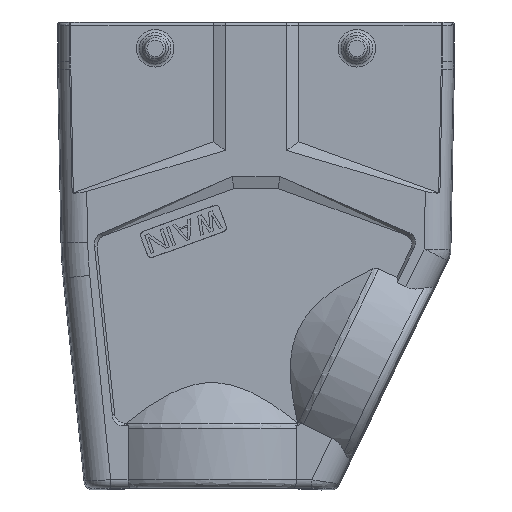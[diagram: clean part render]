
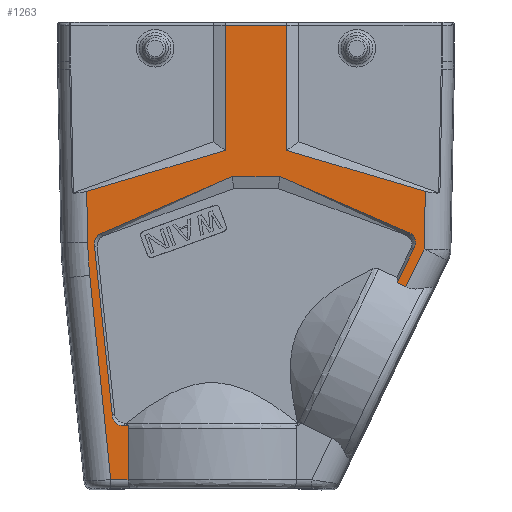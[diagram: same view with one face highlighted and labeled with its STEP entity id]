
A CAD part, top view. The second image highlights one B-rep face of the part: STEP entity #1263.
In plain terms, the highlighted planar face has unit normal (0, 0, 1).
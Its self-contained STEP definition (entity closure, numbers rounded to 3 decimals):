
#286=ELLIPSE('',#7682,4.209,3.);
#289=ELLIPSE('',#7688,3.799,3.);
#423=B_SPLINE_CURVE_WITH_KNOTS('',3,(#11645,#11646,#11647,#11648,#11649,
#11650,#11651,#11652,#11653,#11654,#11655,#11656,#11657),.UNSPECIFIED.,
 .F.,.F.,(4,3,3,3,4),(0.,0.282,0.566,0.822,
1.),.UNSPECIFIED.);
#426=B_SPLINE_CURVE_WITH_KNOTS('',3,(#11696,#11697,#11698,#11699,#11700,
#11701,#11702),.UNSPECIFIED.,.F.,.F.,(4,3,4),(0.,0.63,1.),
 .UNSPECIFIED.);
#432=B_SPLINE_CURVE_WITH_KNOTS('',3,(#11754,#11755,#11756,#11757),
 .UNSPECIFIED.,.F.,.F.,(4,4),(0.,1.),.UNSPECIFIED.);
#433=B_SPLINE_CURVE_WITH_KNOTS('',3,(#11760,#11761,#11762,#11763),
 .UNSPECIFIED.,.F.,.F.,(4,4),(0.,1.),.UNSPECIFIED.);
#833=FACE_OUTER_BOUND('',#2062,.T.);
#1263=ADVANCED_FACE('',(#833),#1564,.F.);
#1564=PLANE('',#7867);
#2062=EDGE_LOOP('',(#3749,#3750,#3751,#3752,#3753,#3754,#3755,#3756,#3757,
#3758,#3759,#3760,#3761,#3762,#3763,#3764,#3765,#3766,#3767,#3768,#3769,
#3770,#3771,#3772));
#3749=ORIENTED_EDGE('',*,*,#5239,.F.);
#3750=ORIENTED_EDGE('',*,*,#5885,.F.);
#3751=ORIENTED_EDGE('',*,*,#5886,.T.);
#3752=ORIENTED_EDGE('',*,*,#5887,.T.);
#3753=ORIENTED_EDGE('',*,*,#5658,.T.);
#3754=ORIENTED_EDGE('',*,*,#5657,.T.);
#3755=ORIENTED_EDGE('',*,*,#5676,.T.);
#3756=ORIENTED_EDGE('',*,*,#5682,.F.);
#3757=ORIENTED_EDGE('',*,*,#5655,.F.);
#3758=ORIENTED_EDGE('',*,*,#5641,.T.);
#3759=ORIENTED_EDGE('',*,*,#5640,.T.);
#3760=ORIENTED_EDGE('',*,*,#5637,.T.);
#3761=ORIENTED_EDGE('',*,*,#5636,.T.);
#3762=ORIENTED_EDGE('',*,*,#5633,.T.);
#3763=ORIENTED_EDGE('',*,*,#5631,.T.);
#3764=ORIENTED_EDGE('',*,*,#5611,.T.);
#3765=ORIENTED_EDGE('',*,*,#5623,.T.);
#3766=ORIENTED_EDGE('',*,*,#5619,.T.);
#3767=ORIENTED_EDGE('',*,*,#5616,.T.);
#3768=ORIENTED_EDGE('',*,*,#5649,.T.);
#3769=ORIENTED_EDGE('',*,*,#5696,.T.);
#3770=ORIENTED_EDGE('',*,*,#5875,.T.);
#3771=ORIENTED_EDGE('',*,*,#5876,.T.);
#3772=ORIENTED_EDGE('',*,*,#5884,.T.);
#4570=VERTEX_POINT('',#10402);
#4572=VERTEX_POINT('',#10408);
#4827=VERTEX_POINT('',#11510);
#4828=VERTEX_POINT('',#11511);
#4832=VERTEX_POINT('',#11530);
#4833=VERTEX_POINT('',#11532);
#4835=VERTEX_POINT('',#11538);
#4842=VERTEX_POINT('',#11610);
#4843=VERTEX_POINT('',#11658);
#4844=VERTEX_POINT('',#11682);
#4845=VERTEX_POINT('',#11686);
#4846=VERTEX_POINT('',#11693);
#4847=VERTEX_POINT('',#11703);
#4852=VERTEX_POINT('',#11735);
#4856=VERTEX_POINT('',#11751);
#4857=VERTEX_POINT('',#11758);
#4858=VERTEX_POINT('',#11759);
#4859=VERTEX_POINT('',#11764);
#4871=VERTEX_POINT('',#11809);
#4882=VERTEX_POINT('',#11983);
#4978=VERTEX_POINT('',#12622);
#4979=VERTEX_POINT('',#12626);
#4983=VERTEX_POINT('',#12673);
#4984=VERTEX_POINT('',#12675);
#5239=EDGE_CURVE('',#4570,#4572,#6242,.T.);
#5611=EDGE_CURVE('',#4827,#4828,#6534,.T.);
#5616=EDGE_CURVE('',#4833,#4832,#6536,.T.);
#5619=EDGE_CURVE('',#4835,#4833,#286,.T.);
#5623=EDGE_CURVE('',#4828,#4835,#6540,.T.);
#5631=EDGE_CURVE('',#4842,#4827,#6545,.T.);
#5633=EDGE_CURVE('',#4843,#4842,#423,.T.);
#5636=EDGE_CURVE('',#4844,#4843,#6547,.T.);
#5637=EDGE_CURVE('',#4845,#4844,#289,.T.);
#5640=EDGE_CURVE('',#4846,#4845,#6549,.T.);
#5641=EDGE_CURVE('',#4847,#4846,#426,.T.);
#5649=EDGE_CURVE('',#4832,#4852,#6550,.T.);
#5655=EDGE_CURVE('',#4847,#4856,#6555,.T.);
#5657=EDGE_CURVE('',#4857,#4858,#432,.T.);
#5658=EDGE_CURVE('',#4859,#4857,#433,.T.);
#5676=EDGE_CURVE('',#4858,#4871,#6565,.T.);
#5682=EDGE_CURVE('',#4856,#4871,#6567,.T.);
#5696=EDGE_CURVE('',#4852,#4882,#6571,.T.);
#5875=EDGE_CURVE('',#4882,#4978,#6661,.T.);
#5876=EDGE_CURVE('',#4978,#4979,#6662,.T.);
#5884=EDGE_CURVE('',#4979,#4572,#6666,.T.);
#5885=EDGE_CURVE('',#4983,#4570,#6667,.T.);
#5886=EDGE_CURVE('',#4983,#4984,#6668,.T.);
#5887=EDGE_CURVE('',#4984,#4859,#6669,.T.);
#6242=LINE('',#10407,#6855);
#6534=LINE('',#11509,#7147);
#6536=LINE('',#11531,#7149);
#6540=LINE('',#11547,#7153);
#6545=LINE('',#11609,#7158);
#6547=LINE('',#11683,#7160);
#6549=LINE('',#11694,#7162);
#6550=LINE('',#11736,#7163);
#6555=LINE('',#11750,#7168);
#6565=LINE('',#11810,#7178);
#6567=LINE('',#11850,#7180);
#6571=LINE('',#11984,#7184);
#6661=LINE('',#12623,#7274);
#6662=LINE('',#12625,#7275);
#6666=LINE('',#12670,#7279);
#6667=LINE('',#12672,#7280);
#6668=LINE('',#12674,#7281);
#6669=LINE('',#12676,#7282);
#6855=VECTOR('',#8252,1.);
#7147=VECTOR('',#8918,1.);
#7149=VECTOR('',#8924,1.);
#7153=VECTOR('',#8936,1.);
#7158=VECTOR('',#8945,1.);
#7160=VECTOR('',#8947,1.);
#7162=VECTOR('',#8955,1.);
#7163=VECTOR('',#8968,1.);
#7168=VECTOR('',#8977,1.);
#7178=VECTOR('',#9011,1.);
#7180=VECTOR('',#9019,1.);
#7184=VECTOR('',#9043,1.);
#7274=VECTOR('',#9407,1.);
#7275=VECTOR('',#9410,1.);
#7279=VECTOR('',#9424,1.);
#7280=VECTOR('',#9427,1.);
#7281=VECTOR('',#9428,1.);
#7282=VECTOR('',#9429,1.);
#7682=AXIS2_PLACEMENT_3D('',#11537,#8929,#8930);
#7688=AXIS2_PLACEMENT_3D('',#11685,#8950,#8951);
#7867=AXIS2_PLACEMENT_3D('',#12677,#9430,#9431);
#8252=DIRECTION('',(1.,0.,0.));
#8918=DIRECTION('',(1.,0.,0.));
#8924=DIRECTION('',(-0.438,-0.899,0.));
#8929=DIRECTION('',(0.,0.,-1.));
#8930=DIRECTION('',(0.882,0.471,0.));
#8936=DIRECTION('',(0.917,-0.399,0.));
#8945=DIRECTION('',(0.917,0.399,0.));
#8947=DIRECTION('',(-0.105,0.995,0.));
#8950=DIRECTION('',(0.,0.,-1.));
#8951=DIRECTION('',(0.669,0.743,0.));
#8955=DIRECTION('',(-1.,0.,0.));
#8968=DIRECTION('',(0.9,-0.436,0.));
#8977=DIRECTION('',(0.,-1.,0.));
#9011=DIRECTION('',(0.102,-0.995,0.));
#9019=DIRECTION('',(-1.,0.,0.));
#9043=DIRECTION('',(0.438,0.899,0.));
#9407=DIRECTION('',(0.02,1.,0.));
#9410=DIRECTION('',(-0.959,0.284,0.));
#9424=DIRECTION('',(0.,1.,0.));
#9427=DIRECTION('',(0.,1.,0.));
#9428=DIRECTION('',(-0.959,-0.284,0.));
#9429=DIRECTION('',(0.02,-1.,0.));
#9430=DIRECTION('',(0.,0.,-1.));
#9431=DIRECTION('',(-1.,0.,0.));
#10402=CARTESIAN_POINT('',(112.747,38.446,22.5));
#10407=CARTESIAN_POINT('',(112.747,38.446,22.5));
#10408=CARTESIAN_POINT('',(127.253,38.446,22.5));
#11509=CARTESIAN_POINT('',(114.304,2.747,22.5));
#11510=CARTESIAN_POINT('',(114.304,2.747,22.5));
#11511=CARTESIAN_POINT('',(125.696,2.747,22.5));
#11530=CARTESIAN_POINT('',(153.25,-22.183,22.5));
#11531=CARTESIAN_POINT('',(157.253,-13.976,22.5));
#11532=CARTESIAN_POINT('',(157.249,-13.985,22.5));
#11537=CARTESIAN_POINT('',(153.612,-13.541,22.5));
#11538=CARTESIAN_POINT('',(156.114,-10.498,22.5));
#11547=CARTESIAN_POINT('',(125.696,2.747,22.5));
#11609=CARTESIAN_POINT('',(83.403,-10.708,22.5));
#11610=CARTESIAN_POINT('',(83.402,-10.708,22.5));
#11645=CARTESIAN_POINT('',(81.937,-13.342,22.5));
#11646=CARTESIAN_POINT('',(81.906,-13.041,22.5));
#11647=CARTESIAN_POINT('',(81.917,-12.731,22.5));
#11648=CARTESIAN_POINT('',(81.981,-12.436,22.5));
#11649=CARTESIAN_POINT('',(82.045,-12.138,22.5));
#11650=CARTESIAN_POINT('',(82.164,-11.847,22.5));
#11651=CARTESIAN_POINT('',(82.332,-11.594,22.5));
#11652=CARTESIAN_POINT('',(82.484,-11.365,22.5));
#11653=CARTESIAN_POINT('',(82.68,-11.16,22.5));
#11654=CARTESIAN_POINT('',(82.901,-10.997,22.5));
#11655=CARTESIAN_POINT('',(83.056,-10.882,22.5));
#11656=CARTESIAN_POINT('',(83.225,-10.785,22.5));
#11657=CARTESIAN_POINT('',(83.402,-10.708,22.5));
#11658=CARTESIAN_POINT('',(81.937,-13.342,22.5));
#11682=CARTESIAN_POINT('',(86.165,-53.562,22.5));
#11683=CARTESIAN_POINT('',(86.165,-53.562,22.5));
#11685=CARTESIAN_POINT('',(89.528,-52.424,22.5));
#11686=CARTESIAN_POINT('',(88.749,-55.889,22.5));
#11693=CARTESIAN_POINT('',(90.061,-55.889,22.5));
#11694=CARTESIAN_POINT('',(90.061,-55.889,22.5));
#11696=CARTESIAN_POINT('',(89.853,-56.616,22.5));
#11697=CARTESIAN_POINT('',(89.853,-56.457,22.5));
#11698=CARTESIAN_POINT('',(89.884,-56.295,22.5));
#11699=CARTESIAN_POINT('',(89.939,-56.145,22.5));
#11700=CARTESIAN_POINT('',(89.972,-56.056,22.5));
#11701=CARTESIAN_POINT('',(90.013,-55.97,22.5));
#11702=CARTESIAN_POINT('',(90.061,-55.889,22.5));
#11703=CARTESIAN_POINT('',(89.853,-56.616,22.5));
#11735=CARTESIAN_POINT('',(155.276,-23.164,22.5));
#11736=CARTESIAN_POINT('',(153.25,-22.183,22.5));
#11750=CARTESIAN_POINT('',(89.853,-56.616,22.5));
#11751=CARTESIAN_POINT('',(89.853,-68.638,22.5));
#11754=CARTESIAN_POINT('',(80.513,-16.612,22.5));
#11755=CARTESIAN_POINT('',(80.592,-17.906,22.5));
#11756=CARTESIAN_POINT('',(80.698,-19.199,22.5));
#11757=CARTESIAN_POINT('',(80.83,-20.489,22.5));
#11758=CARTESIAN_POINT('',(80.513,-16.612,22.5));
#11759=CARTESIAN_POINT('',(80.83,-20.489,22.5));
#11760=CARTESIAN_POINT('',(80.356,-12.724,22.5));
#11761=CARTESIAN_POINT('',(80.382,-14.021,22.5));
#11762=CARTESIAN_POINT('',(80.434,-15.317,22.5));
#11763=CARTESIAN_POINT('',(80.513,-16.612,22.5));
#11764=CARTESIAN_POINT('',(80.356,-12.724,22.5));
#11809=CARTESIAN_POINT('',(85.776,-68.642,22.499));
#11810=CARTESIAN_POINT('',(80.83,-20.489,22.5));
#11850=CARTESIAN_POINT('',(79.892,-68.642,22.5));
#11983=CARTESIAN_POINT('',(159.613,-14.271,22.5));
#11984=CARTESIAN_POINT('',(155.276,-23.164,22.5));
#12622=CARTESIAN_POINT('',(159.879,-0.701,22.5));
#12623=CARTESIAN_POINT('',(160.464,29.208,22.5));
#12625=CARTESIAN_POINT('',(159.879,-0.701,22.5));
#12626=CARTESIAN_POINT('',(127.253,8.953,22.5));
#12670=CARTESIAN_POINT('',(127.253,8.953,22.5));
#12672=CARTESIAN_POINT('',(112.747,8.953,22.5));
#12673=CARTESIAN_POINT('',(112.747,8.953,22.5));
#12674=CARTESIAN_POINT('',(112.747,8.953,22.5));
#12675=CARTESIAN_POINT('',(80.121,-0.701,22.5));
#12676=CARTESIAN_POINT('',(79.536,29.208,22.5));
#12677=CARTESIAN_POINT('',(120.,30.,22.5));
